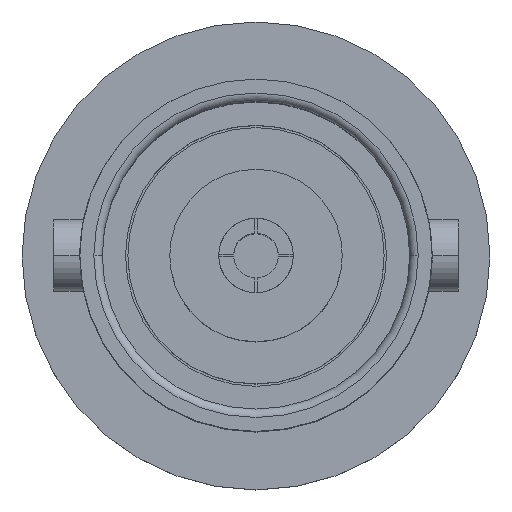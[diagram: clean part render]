
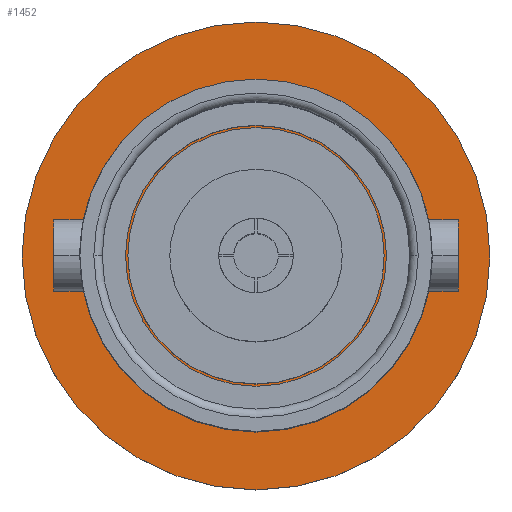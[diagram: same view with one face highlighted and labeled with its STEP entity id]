
A CAD part, top view. The second image highlights one B-rep face of the part: STEP entity #1452.
In plain terms, the highlighted planar face has unit normal (0, 0, 1).
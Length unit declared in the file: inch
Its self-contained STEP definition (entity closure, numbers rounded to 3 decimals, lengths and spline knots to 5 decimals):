
#274 = CARTESIAN_POINT ( 'NONE',  ( 0., 0., 0.047 ) ) ;
#920 = CARTESIAN_POINT ( 'NONE',  ( 0., 0., 0.047 ) ) ;
#1426 = CIRCLE ( 'NONE', #8877, 0.1375 ) ;
#1452 = ADVANCED_FACE ( 'NONE', ( #15242, #4651 ), #8147, .T. ) ;
#1634 = VERTEX_POINT ( 'NONE', #9704 ) ;
#2525 = AXIS2_PLACEMENT_3D ( 'NONE', #274, #8594, #13363 ) ;
#2746 = VERTEX_POINT ( 'NONE', #13874 ) ;
#3231 = DIRECTION ( 'NONE',  ( 0., 0., 1. ) ) ;
#3699 = EDGE_CURVE ( 'NONE', #1634, #2746, #10672, .T. ) ;
#3988 = CIRCLE ( 'NONE', #4015, 0.251 ) ;
#4015 = AXIS2_PLACEMENT_3D ( 'NONE', #5880, #8373, #5025 ) ;
#4651 = FACE_BOUND ( 'NONE', #9680, .T. ) ;
#5025 = DIRECTION ( 'NONE',  ( 1., 0., 0. ) ) ;
#5579 = DIRECTION ( 'NONE',  ( 1., 0., 0. ) ) ;
#5588 = ORIENTED_EDGE ( 'NONE', *, *, #3699, .T. ) ;
#5709 = CARTESIAN_POINT ( 'NONE',  ( -0.1375, 0., 0.047 ) ) ;
#5734 = EDGE_CURVE ( 'NONE', #14609, #13842, #1426, .T. ) ;
#5880 = CARTESIAN_POINT ( 'NONE',  ( 0., 0., 0.047 ) ) ;
#6894 = ORIENTED_EDGE ( 'NONE', *, *, #5734, .F. ) ;
#8000 = DIRECTION ( 'NONE',  ( 1., 0., 0. ) ) ;
#8147 = PLANE ( 'NONE',  #11175 ) ;
#8373 = DIRECTION ( 'NONE',  ( 0., 0., 1. ) ) ;
#8594 = DIRECTION ( 'NONE',  ( 0., 0., 1. ) ) ;
#8877 = AXIS2_PLACEMENT_3D ( 'NONE', #920, #15172, #8000 ) ;
#8921 = DIRECTION ( 'NONE',  ( 1., 0., 0. ) ) ;
#9065 = EDGE_CURVE ( 'NONE', #13842, #14609, #9237, .T. ) ;
#9237 = CIRCLE ( 'NONE', #2525, 0.1375 ) ;
#9246 = CARTESIAN_POINT ( 'NONE',  ( 0., 0., 0.047 ) ) ;
#9524 = EDGE_CURVE ( 'NONE', #2746, #1634, #3988, .T. ) ;
#9680 = EDGE_LOOP ( 'NONE', ( #13023, #6894 ) ) ;
#9704 = CARTESIAN_POINT ( 'NONE',  ( 0.251, 0., 0.047 ) ) ;
#10242 = CARTESIAN_POINT ( 'NONE',  ( 0.1375, 0., 0.047 ) ) ;
#10672 = CIRCLE ( 'NONE', #11416, 0.251 ) ;
#11175 = AXIS2_PLACEMENT_3D ( 'NONE', #9246, #11751, #5579 ) ;
#11416 = AXIS2_PLACEMENT_3D ( 'NONE', #13836, #3231, #8921 ) ;
#11751 = DIRECTION ( 'NONE',  ( 0., 0., 1. ) ) ;
#13023 = ORIENTED_EDGE ( 'NONE', *, *, #9065, .F. ) ;
#13363 = DIRECTION ( 'NONE',  ( 1., 0., 0. ) ) ;
#13836 = CARTESIAN_POINT ( 'NONE',  ( 0., 0., 0.047 ) ) ;
#13842 = VERTEX_POINT ( 'NONE', #5709 ) ;
#13874 = CARTESIAN_POINT ( 'NONE',  ( -0.251, 0., 0.047 ) ) ;
#13883 = ORIENTED_EDGE ( 'NONE', *, *, #9524, .T. ) ;
#14609 = VERTEX_POINT ( 'NONE', #10242 ) ;
#15172 = DIRECTION ( 'NONE',  ( 0., 0., 1. ) ) ;
#15242 = FACE_OUTER_BOUND ( 'NONE', #15315, .T. ) ;
#15315 = EDGE_LOOP ( 'NONE', ( #13883, #5588 ) ) ;
